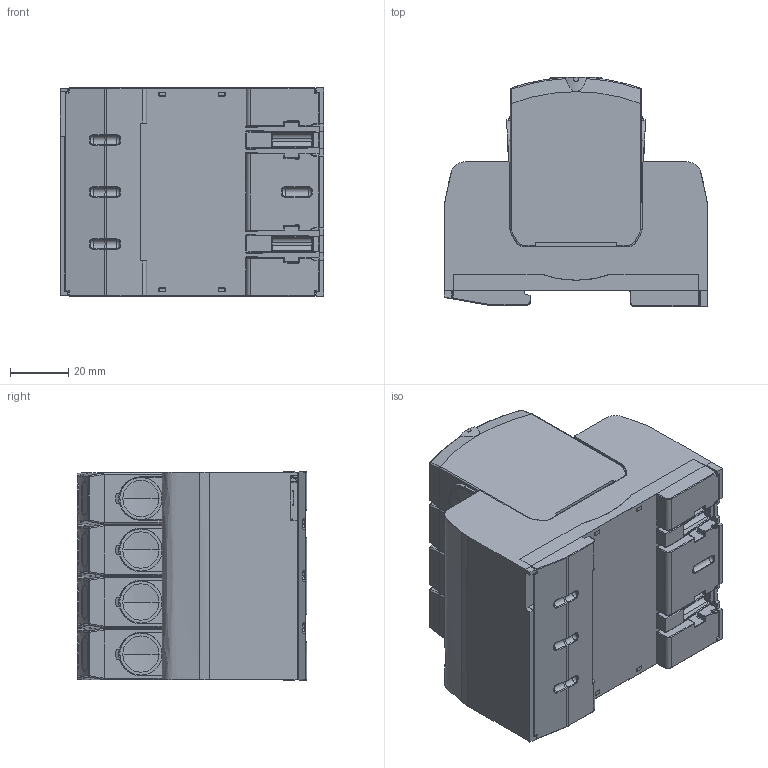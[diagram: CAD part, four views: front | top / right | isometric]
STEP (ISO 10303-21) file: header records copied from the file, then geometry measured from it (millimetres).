
FILE_DESCRIPTION(('Creo Elements/Direct Modeling STEP Export'),'2;1');
FILE_NAME('5093526.stp','2022-09-08T14:21:47',(''),(''),'Creo Elements/Direct Modeling STEP processor for AP214 (Solid Model)','Creo Elements/Direct Modeling 18.0B 02-Dec-2011 (C) Parametric Technology GmbH','');
FILE_SCHEMA(('AUTOMOTIVE_DESIGN { 1 0 10303 214 1 1 1 1 }'));
Products named in the file (2): Oberteilgehaeuse.1.1.1
Assembly tree (1 placements, depth 2):
  Oberteilgehaeuse.1.1.1
    Oberteilgehaeuse.1.1.1
Bounding box: 90 x 78.5 x 71.2 mm (x, y, z)
Volume: 377920.8 mm3; surface area: 71942.4 mm2
Topology: 1 solids, 48 shells, 3645 faces, 9682 edges, 6000 vertices
Faces by surface type: plane 1361, bspline 963, cylinder 841, extrusion 181, cone 118, torus 103, sphere 70, revolution 8
Entity records: 227766 total; most frequent: CARTESIAN_POINT 139387, ORIENTED_EDGE 19226, DIRECTION 12335, EDGE_CURVE 9613, VERTEX_POINT 6000, VECTOR 4343, LINE 4194, AXIS2_PLACEMENT_3D 3992
